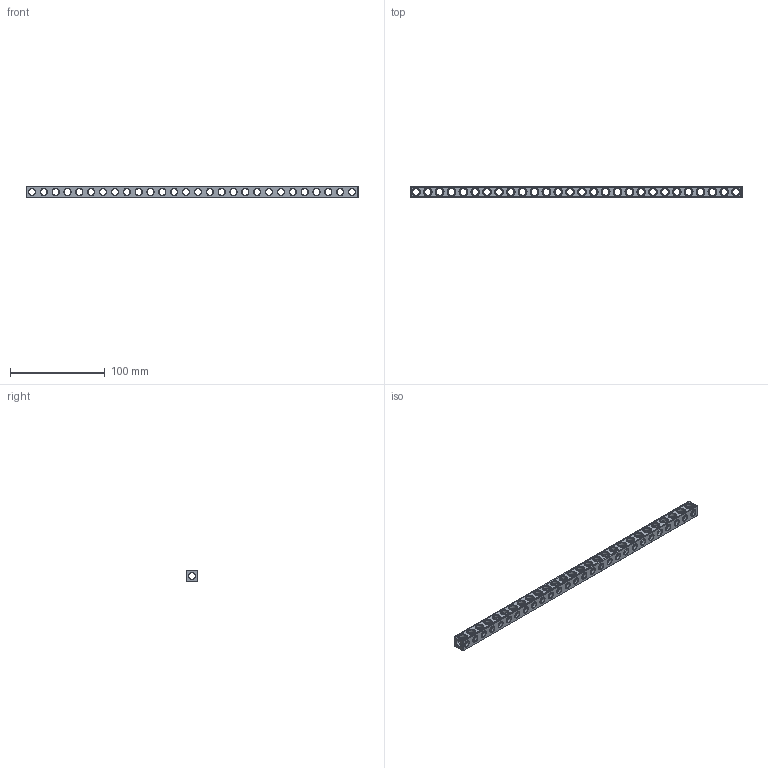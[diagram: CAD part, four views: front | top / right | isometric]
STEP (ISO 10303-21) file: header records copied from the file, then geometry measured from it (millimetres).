
FILE_DESCRIPTION(('FreeCAD Model'),'2;1');
FILE_NAME('Open CASCADE Shape Model','2021-05-23T22:10:18',( 'Paulo Kiefe'),('STEMFIE.org'),'Open CASCADE STEP processor 7.4', 'FreeCAD','Unknown');
FILE_SCHEMA(('AUTOMOTIVE_DESIGN { 1 0 10303 214 1 1 1 1 }'));
Products named in the file (1): Beam_STR_ESS_BU28x01x01_-_SPN-BEM-0065_(stemfie.org)
Bounding box: 350 x 12.5 x 12.5 mm (x, y, z)
Volume: 27333.3 mm3; surface area: 24489.4 mm2
Topology: 1 solids, 1 shells, 770 faces, 2452 edges, 1634 vertices
Faces by surface type: plane 363, cylinder 169, extrusion 124, cone 114
Full cylindrical faces by diameter (mm): 7 x141, 9.2 x28
Entity records: 89779 total; most frequent: CARTESIAN_POINT 43657, DIRECTION 7783, ORIENTED_EDGE 4904, PCURVE 4904, DEFINITIONAL_REPRESENTATION 4904, VECTOR 4604, LINE 4480, EDGE_CURVE 2452
